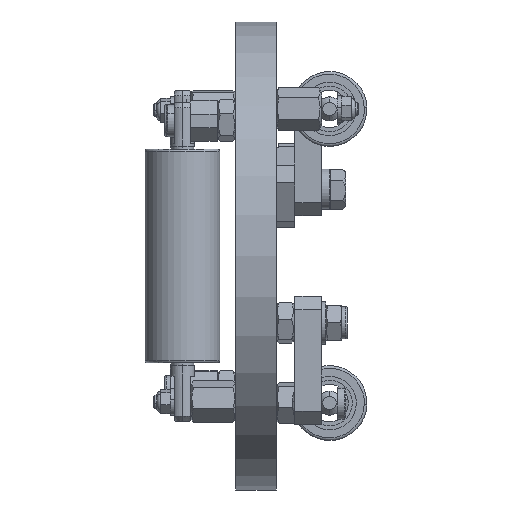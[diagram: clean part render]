
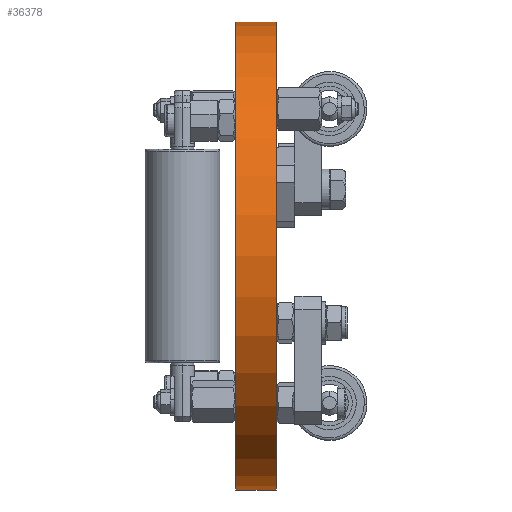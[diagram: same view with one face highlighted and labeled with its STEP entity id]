
A CAD part, front view. The second image highlights one B-rep face of the part: STEP entity #36378.
In plain terms, the highlighted cylindrical face has radius 87.5 mm (diameter 175 mm), a partial arc.
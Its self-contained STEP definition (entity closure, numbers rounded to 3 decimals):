
#340 = VERTEX_POINT ( 'NONE', #23131 ) ;
#3385 = VECTOR ( 'NONE', #17237, 1000. ) ;
#3766 = CYLINDRICAL_SURFACE ( 'NONE', #32721, 87.5 ) ;
#4581 = AXIS2_PLACEMENT_3D ( 'NONE', #31931, #22569, #34283 ) ;
#4808 = AXIS2_PLACEMENT_3D ( 'NONE', #32758, #6745, #35647 ) ;
#5458 = CARTESIAN_POINT ( 'NONE',  ( 20.318, -95.896, -25.156 ) ) ;
#6745 = DIRECTION ( 'NONE',  ( 1., 0., 0. ) ) ;
#8067 = VERTEX_POINT ( 'NONE', #22295 ) ;
#8926 = EDGE_LOOP ( 'NONE', ( #17874, #14803, #36947, #12273 ) ) ;
#12273 = ORIENTED_EDGE ( 'NONE', *, *, #29532, .T. ) ;
#14179 = EDGE_CURVE ( 'NONE', #8067, #340, #21205, .T. ) ;
#14803 = ORIENTED_EDGE ( 'NONE', *, *, #14179, .F. ) ;
#15540 = DIRECTION ( 'NONE',  ( 0., 0., 1. ) ) ;
#15905 = CIRCLE ( 'NONE', #4808, 87.5 ) ;
#17237 = DIRECTION ( 'NONE',  ( -1., 0., 0. ) ) ;
#17874 = ORIENTED_EDGE ( 'NONE', *, *, #22613, .F. ) ;
#19275 = LINE ( 'NONE', #36766, #22243 ) ;
#21205 = CIRCLE ( 'NONE', #4581, 87.5 ) ;
#21884 = DIRECTION ( 'NONE',  ( -1., 0., 0. ) ) ;
#22205 = VERTEX_POINT ( 'NONE', #35898 ) ;
#22243 = VECTOR ( 'NONE', #37150, 1000. ) ;
#22295 = CARTESIAN_POINT ( 'NONE',  ( 20.318, -95.896, 149.844 ) ) ;
#22569 = DIRECTION ( 'NONE',  ( 1., 0., 0. ) ) ;
#22613 = EDGE_CURVE ( 'NONE', #340, #22205, #28567, .T. ) ;
#23131 = CARTESIAN_POINT ( 'NONE',  ( 20.318, -95.896, -25.156 ) ) ;
#24505 = CARTESIAN_POINT ( 'NONE',  ( 5.318, -95.896, 149.844 ) ) ;
#28567 = LINE ( 'NONE', #5458, #3385 ) ;
#29453 = FACE_OUTER_BOUND ( 'NONE', #8926, .T. ) ;
#29532 = EDGE_CURVE ( 'NONE', #30474, #22205, #15905, .T. ) ;
#30474 = VERTEX_POINT ( 'NONE', #24505 ) ;
#31931 = CARTESIAN_POINT ( 'NONE',  ( 20.318, -95.896, 62.344 ) ) ;
#32721 = AXIS2_PLACEMENT_3D ( 'NONE', #36297, #21884, #15540 ) ;
#32758 = CARTESIAN_POINT ( 'NONE',  ( 5.318, -95.896, 62.344 ) ) ;
#34283 = DIRECTION ( 'NONE',  ( 0., 0., -1. ) ) ;
#35647 = DIRECTION ( 'NONE',  ( 0., 0., -1. ) ) ;
#35898 = CARTESIAN_POINT ( 'NONE',  ( 5.318, -95.896, -25.156 ) ) ;
#36129 = EDGE_CURVE ( 'NONE', #8067, #30474, #19275, .T. ) ;
#36297 = CARTESIAN_POINT ( 'NONE',  ( 20.318, -95.896, 62.344 ) ) ;
#36378 = ADVANCED_FACE ( 'NONE', ( #29453 ), #3766, .T. ) ;
#36766 = CARTESIAN_POINT ( 'NONE',  ( 20.318, -95.896, 149.844 ) ) ;
#36947 = ORIENTED_EDGE ( 'NONE', *, *, #36129, .T. ) ;
#37150 = DIRECTION ( 'NONE',  ( -1., 0., 0. ) ) ;
